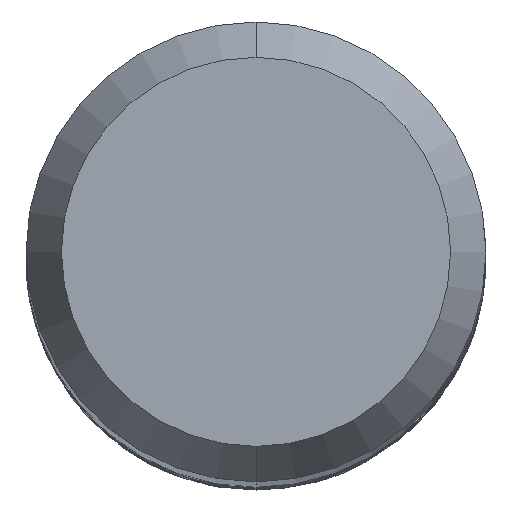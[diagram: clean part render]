
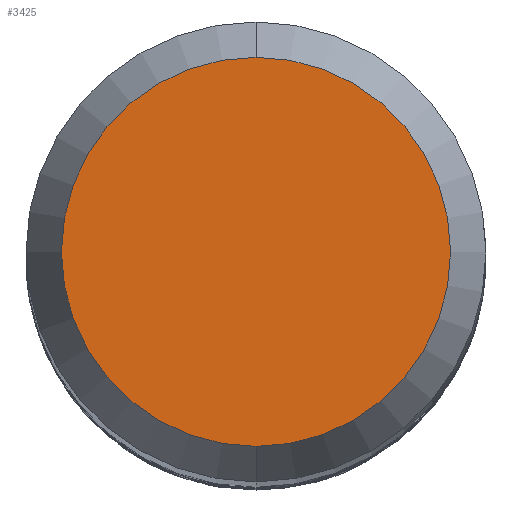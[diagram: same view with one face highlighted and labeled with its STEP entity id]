
A CAD part, top view. The second image highlights one B-rep face of the part: STEP entity #3425.
In plain terms, the highlighted planar face has unit normal (0, 0, 1).
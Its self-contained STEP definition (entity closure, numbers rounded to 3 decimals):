
#1345=VERTEX_POINT('',#3916);
#1707=EDGE_CURVE('',#1345,#1777,#4315,.T.);
#1777=VERTEX_POINT('',#4387);
#3425=ADVANCED_FACE('',(#6178),#6179,.T.);
#3791=EDGE_CURVE('',#1777,#1345,#6574,.T.);
#3916=CARTESIAN_POINT('',(0.0,2.538,0.0));
#4315=CIRCLE('',#11059,2.538);
#4387=CARTESIAN_POINT('',(0.,-2.538,0.0));
#6178=FACE_OUTER_BOUND('',#27730,.T.);
#6179=PLANE('',#27731);
#6574=CIRCLE('',#30225,2.538);
#11059=AXIS2_PLACEMENT_3D('',#30954,#30955,#30956);
#27730=EDGE_LOOP('',(#32820,#32821));
#27731=AXIS2_PLACEMENT_3D('',#32822,#32823,#32824);
#30225=AXIS2_PLACEMENT_3D('',#33237,#33238,#33239);
#30954=CARTESIAN_POINT('',(0.0,0.0,0.0));
#30955=DIRECTION('',(0.0,0.0,-1.0));
#30956=DIRECTION('',(0.0,1.0,0.0));
#32820=ORIENTED_EDGE('',*,*,#1707,.F.);
#32821=ORIENTED_EDGE('',*,*,#3791,.F.);
#32822=CARTESIAN_POINT('',(0.0,1.269,0.0));
#32823=DIRECTION('',(-0.0,0.0,1.0));
#32824=DIRECTION('',(0.0,-1.0,0.0));
#33237=CARTESIAN_POINT('',(0.0,0.0,0.0));
#33238=DIRECTION('',(0.0,0.0,-1.0));
#33239=DIRECTION('',(0.0,1.0,0.0));
